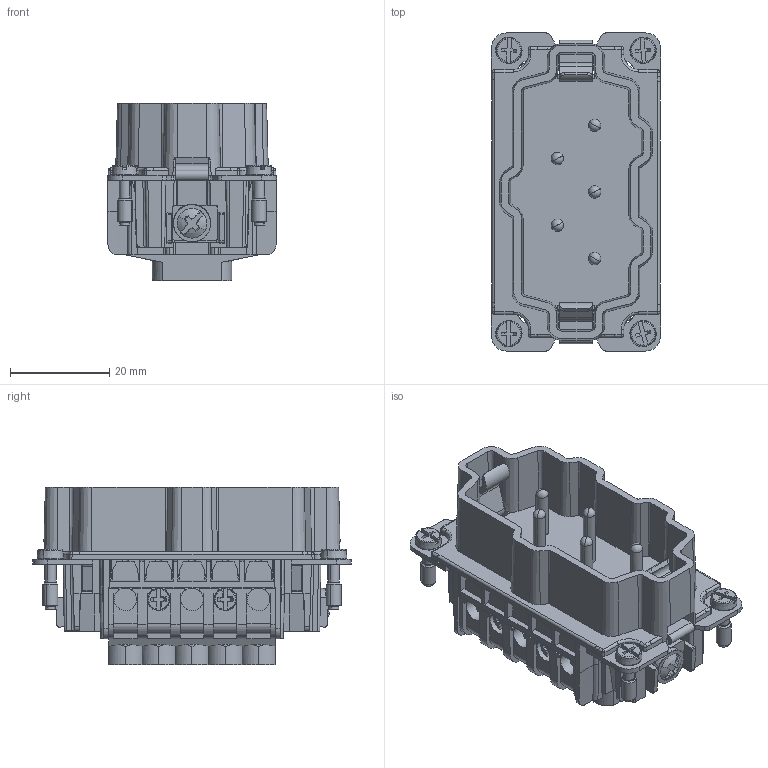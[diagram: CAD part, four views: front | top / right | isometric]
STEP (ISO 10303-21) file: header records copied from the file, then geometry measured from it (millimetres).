
FILE_DESCRIPTION(('CATIA V5 STEP Exchange','CAx-IF Rec.Pracs.--- Model Styling and Organization---1.4--- 2014-01-23'),'2;1');
FILE_NAME ('018146-5_0_1651310000_1651310000.stp','2021-12-08T06:33:13+00:00',('none'),('Weidmueller'),'CATIA Version 5-6 Release 2016 SP3 HF44','CATIA V5 STEP AP214','none');
FILE_SCHEMA(('AUTOMOTIVE_DESIGN { 1 0 10303 214 1 1 1 1 }'));
Products named in the file (1): 1651310000
Bounding box: 34 x 64 x 35.7 mm (x, y, z)
Volume: 29535.8 mm3; surface area: 19726.2 mm2
Topology: 1 solids, 17 shells, 1776 faces, 5369 edges, 3576 vertices
Faces by surface type: plane 1067, cylinder 376, cone 219, torus 82, sphere 14, extrusion 10, bspline 8
Entity records: 59938 total; most frequent: CARTESIAN_POINT 15232, ORIENTED_EDGE 10692, DIRECTION 7103, EDGE_CURVE 5346, VECTOR 3626, LINE 3616, VERTEX_POINT 3576, AXIS2_PLACEMENT_3D 2252
